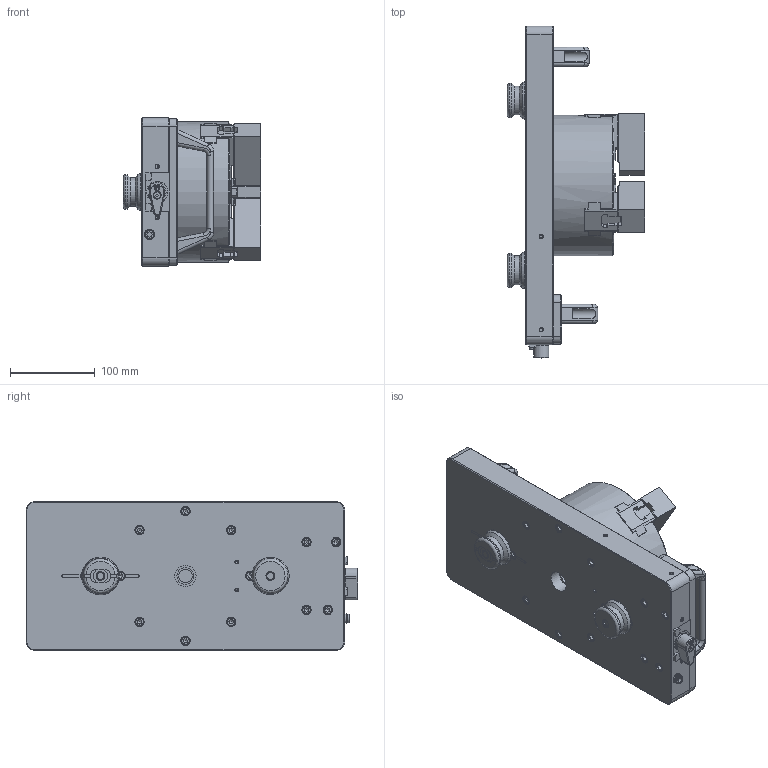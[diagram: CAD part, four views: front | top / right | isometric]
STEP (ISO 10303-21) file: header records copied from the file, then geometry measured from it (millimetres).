
FILE_DESCRIPTION(/* description */ (''),/* implementation_level */ '2;1');
FILE_NAME(/* name */ 'SKLICIDLO_AS06.stp',/* time_stamp */ '2018-02-05T14:03:53+01:00',/* author */ ('PC'),/* organization */ (''),/* preprocessor_version */ 'ST-DEVELOPER v16.13',/* originating_system */ 'Autodesk Inventor 2018',/* authorisation */ '');
FILE_SCHEMA (('AUTOMOTIVE_DESIGN { 1 0 10303 214 3 1 1 }'));
Products named in the file (1): Součást13
Bounding box: 161.55 x 390.5 x 175 mm (x, y, z)
Volume: 3999745.1 mm3; surface area: 331903.2 mm2
Topology: 1 solids, 37 shells, 2728 faces, 8532 edges, 5371 vertices
Faces by surface type: plane 2035, cylinder 503, cone 124, torus 63, sphere 3
Full cylindrical faces by diameter (mm): 1.9 x1, 2 x2, 2.5 x6, 2.9 x1, 3 x12, 3.242 x1, 3.4 x6, 4.134 x4, 4.917 x9, 5 x7, 5.5 x3, 6 x21, 6.4 x4, 6.5 x1, 6.6 x12, 6.8 x6, 8 x7, 8.376 x1, 8.5 x3, 8.8 x1, 9.5 x3, 10 x27, 11 x22, 11.1 x1, 15 x1, 15.5 x2, 16 x10, 17 x6, 18 x2, 20 x1
Entity records: 94189 total; most frequent: CARTESIAN_POINT 16732, ORIENTED_EDGE 16100, DIRECTION 14595, EDGE_CURVE 8050, LINE 6657, VECTOR 6657, VERTEX_POINT 5224, AXIS2_PLACEMENT_3D 3969
